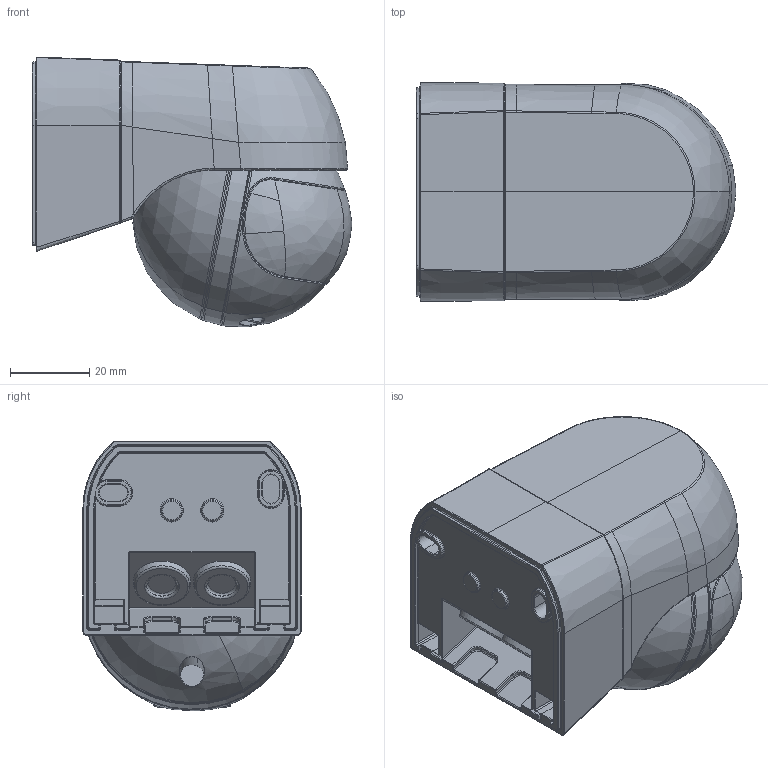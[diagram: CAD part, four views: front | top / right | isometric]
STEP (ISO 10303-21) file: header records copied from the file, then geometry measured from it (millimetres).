
FILE_DESCRIPTION('');
FILE_NAME('');
FILE_SCHEMA(('CONFIG_CONTROL_DESIGN'));
Products named in the file (1): EM10055096
Bounding box: 80.9 x 55.2 x 68.26 mm (x, y, z)
Volume: 206943.6 mm3; surface area: 31923.9 mm2
Topology: 7 solids, 7 shells, 652 faces, 1536 edges, 876 vertices
Faces by surface type: bspline 212, cylinder 167, plane 112, torus 97, sphere 30, cone 26, revolution 6, extrusion 2
Entity records: 37733 total; most frequent: CARTESIAN_POINT 25312, ORIENTED_EDGE 3008, DIRECTION 1633, EDGE_CURVE 1504, VERTEX_POINT 875, AXIS2_PLACEMENT_3D 846, EDGE_LOOP 662, ADVANCED_FACE 652
